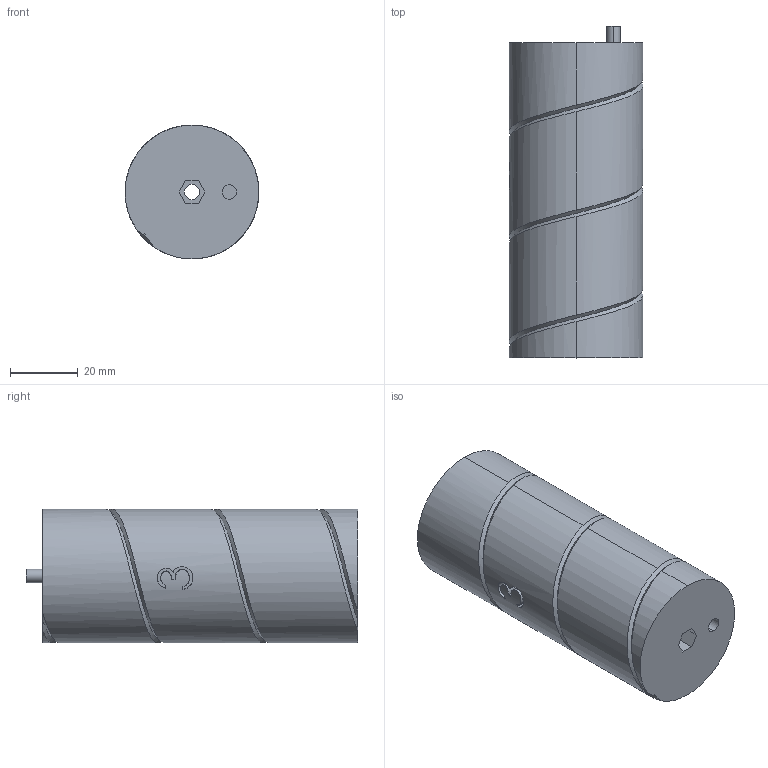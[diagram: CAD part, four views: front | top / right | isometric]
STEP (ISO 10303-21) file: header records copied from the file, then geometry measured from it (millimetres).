
FILE_DESCRIPTION (( 'STEP AP203' ), '1' );
FILE_NAME ('HelicalAntennaSegment3.STEP', '2019-07-24T19:51:53', ( '' ), ( '' ), 'SwSTEP 2.0', 'SolidWorks 2018', '' );
FILE_SCHEMA (( 'CONFIG_CONTROL_DESIGN' ));
Length unit declared in the file: millimetre
Products named in the file (1): HelicalAntennaSegment3
Bounding box: 39.5 x 98 x 39.5 mm (x, y, z)
Volume: 111490.6 mm3; surface area: 16126.2 mm2
Topology: 1 solids, 1 shells, 46 faces, 120 edges, 80 vertices
Faces by surface type: bspline 16, cylinder 15, plane 15
Entity records: 5100 total; most frequent: CARTESIAN_POINT 4032, ORIENTED_EDGE 240, DIRECTION 143, EDGE_CURVE 120, VERTEX_POINT 80, VECTOR 53, LINE 53, EDGE_LOOP 52
